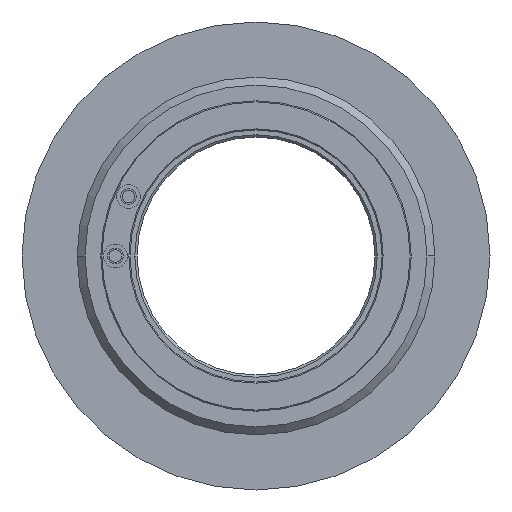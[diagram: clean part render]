
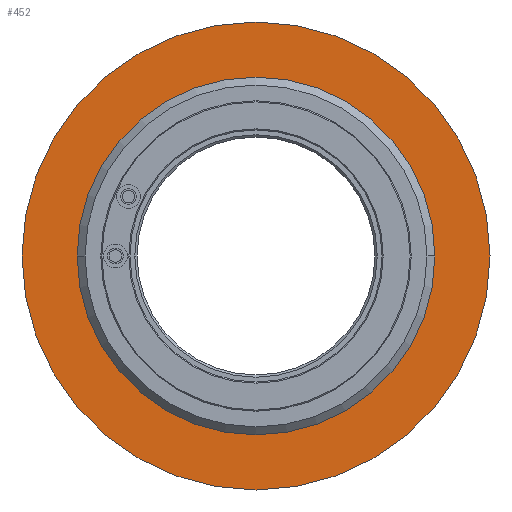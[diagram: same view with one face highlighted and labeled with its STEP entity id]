
A CAD part, left-side view. The second image highlights one B-rep face of the part: STEP entity #452.
In plain terms, the highlighted planar face has unit normal (-1, 0, 0).
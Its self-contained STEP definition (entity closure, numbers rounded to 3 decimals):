
#452 = ADVANCED_FACE( '', ( #1123, #1124 ), #1125, .T. );
#576 = EDGE_CURVE( '', #856, #878, #1267, .T. );
#638 = EDGE_CURVE( '', #674, #710, #1339, .T. );
#652 = EDGE_CURVE( '', #878, #856, #1353, .T. );
#674 = VERTEX_POINT( '', #1377 );
#710 = VERTEX_POINT( '', #1417 );
#856 = VERTEX_POINT( '', #1585 );
#870 = EDGE_CURVE( '', #710, #674, #1600, .T. );
#878 = VERTEX_POINT( '', #1609 );
#1123 = FACE_BOUND( '', #1886, .T. );
#1124 = FACE_OUTER_BOUND( '', #1887, .T. );
#1125 = PLANE( '', #1888 );
#1267 = CIRCLE( '', #2068, 113.5 );
#1339 = CIRCLE( '', #2160, 148.5 );
#1353 = CIRCLE( '', #2182, 113.5 );
#1377 = CARTESIAN_POINT( '', ( -5., -148.5, 0. ) );
#1417 = CARTESIAN_POINT( '', ( -5., 148.5, 0. ) );
#1585 = CARTESIAN_POINT( '', ( -5., -113.5, 0. ) );
#1600 = CIRCLE( '', #2492, 148.5 );
#1609 = CARTESIAN_POINT( '', ( -5., 113.5, 0. ) );
#1886 = EDGE_LOOP( '', ( #2805, #2806 ) );
#1887 = EDGE_LOOP( '', ( #2807, #2808 ) );
#1888 = AXIS2_PLACEMENT_3D( '', #2809, #2810, #2811 );
#2068 = AXIS2_PLACEMENT_3D( '', #3019, #3020, #3021 );
#2160 = AXIS2_PLACEMENT_3D( '', #3130, #3131, #3132 );
#2182 = AXIS2_PLACEMENT_3D( '', #3144, #3145, #3146 );
#2492 = AXIS2_PLACEMENT_3D( '', #3461, #3462, #3463 );
#2805 = ORIENTED_EDGE( '', *, *, #652, .F. );
#2806 = ORIENTED_EDGE( '', *, *, #576, .F. );
#2807 = ORIENTED_EDGE( '', *, *, #870, .T. );
#2808 = ORIENTED_EDGE( '', *, *, #638, .T. );
#2809 = CARTESIAN_POINT( '', ( -5., 131., 0. ) );
#2810 = DIRECTION( '', ( -1., 0., 0. ) );
#2811 = DIRECTION( '', ( 0., 1., 0. ) );
#3019 = CARTESIAN_POINT( '', ( -5., 0., 0. ) );
#3020 = DIRECTION( '', ( -1., 0., 0. ) );
#3021 = DIRECTION( '', ( 0., 1., 0. ) );
#3130 = CARTESIAN_POINT( '', ( -5., 0., 0. ) );
#3131 = DIRECTION( '', ( -1., 0., 0. ) );
#3132 = DIRECTION( '', ( 0., 1., 0. ) );
#3144 = CARTESIAN_POINT( '', ( -5., 0., 0. ) );
#3145 = DIRECTION( '', ( -1., 0., 0. ) );
#3146 = DIRECTION( '', ( 0., 1., 0. ) );
#3461 = CARTESIAN_POINT( '', ( -5., 0., 0. ) );
#3462 = DIRECTION( '', ( -1., 0., 0. ) );
#3463 = DIRECTION( '', ( 0., 1., 0. ) );
